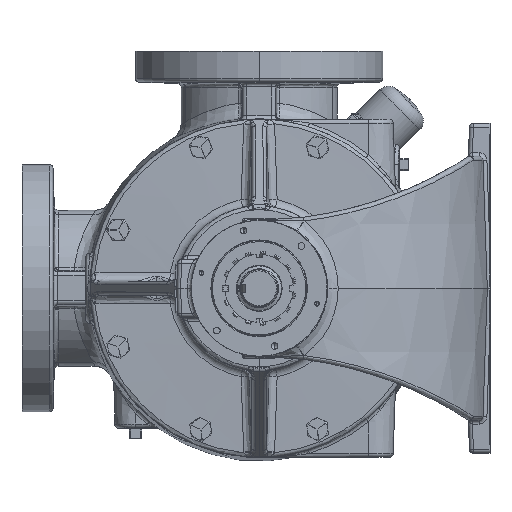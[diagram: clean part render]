
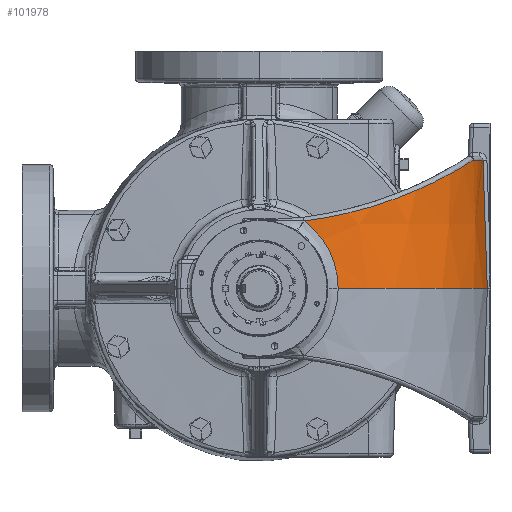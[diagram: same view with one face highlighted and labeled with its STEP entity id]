
A CAD part, left-side view. The second image highlights one B-rep face of the part: STEP entity #101978.
In plain terms, the highlighted conical face has half-angle 2 degrees and reference radius 138.176 mm.
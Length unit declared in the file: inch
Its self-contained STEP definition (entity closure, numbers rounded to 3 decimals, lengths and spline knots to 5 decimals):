
#1401 = FACE_OUTER_BOUND ( 'NONE', #171937, .T. ) ;
#4889 = CARTESIAN_POINT ( 'NONE',  ( -8.76401, -5.67766, 3.40782 ) ) ;
#5569 = CARTESIAN_POINT ( 'NONE',  ( -10.19669, -4.08095, 2.69541 ) ) ;
#8353 = CARTESIAN_POINT ( 'NONE',  ( -10.95046, -1.5186, 1.91777 ) ) ;
#9028 = CARTESIAN_POINT ( 'NONE',  ( -10.93122, -2.03125, 1.31815 ) ) ;
#9695 = CARTESIAN_POINT ( 'NONE',  ( -10.918, -2.39623, 0.04984 ) ) ;
#12105 = B_SPLINE_CURVE_WITH_KNOTS ( 'NONE', 3,
 ( #54418, #23738, #8353, #160923, #69743, #176253, #85046, #191564, #100328, #9028, #115649, #24386, #130979, #39693, #146268, #55078, #161583, #70379, #176910, #85702, #192175, #101009, #9695, #116300 ),
 .UNSPECIFIED., .F., .F.,
 ( 4, 2, 2, 2, 2, 2, 2, 2, 2, 2, 2, 4 ),
 ( 0., 0.00754, 0.01507, 0.01884, 0.02261, 0.03015, 0.03768, 0.04145, 0.04522, 0.05276, 0.05653, 0.0603 ),
 .UNSPECIFIED. ) ;
#19579 = CARTESIAN_POINT ( 'NONE',  ( -7.20752, -6.4942, 3.88419 ) ) ;
#20226 = CARTESIAN_POINT ( 'NONE',  ( -8.84773, -5.61364, 3.37392 ) ) ;
#20912 = CARTESIAN_POINT ( 'NONE',  ( -10.46041, -3.58788, 2.52541 ) ) ;
#23738 = CARTESIAN_POINT ( 'NONE',  ( -10.95023, -1.44229, 1.98106 ) ) ;
#24386 = CARTESIAN_POINT ( 'NONE',  ( -10.92112, -2.17023, 1.05905 ) ) ;
#25843 = CARTESIAN_POINT ( 'NONE',  ( -5.72833, -6.91731, 0. ) ) ;
#32774 = VERTEX_POINT ( 'NONE', #50337 ) ;
#34213 = DIRECTION ( 'NONE',  ( 0., 0., -1. ) ) ;
#34954 = CARTESIAN_POINT ( 'NONE',  ( -7.48261, -6.40194, 3.82552 ) ) ;
#35596 = CARTESIAN_POINT ( 'NONE',  ( -8.98438, -5.50392, 3.31685 ) ) ;
#35858 = ORIENTED_EDGE ( 'NONE', *, *, #189248, .T. ) ;
#35946 = AXIS2_PLACEMENT_3D ( 'NONE', #48466, #154927, #63741 ) ;
#36269 = CARTESIAN_POINT ( 'NONE',  ( -10.7067, -2.9294, 2.33837 ) ) ;
#39693 = CARTESIAN_POINT ( 'NONE',  ( -10.91462, -2.26122, 0.82931 ) ) ;
#42481 = CARTESIAN_POINT ( 'NONE',  ( -5.68253, -6.87275, 1.3384 ) ) ;
#44669 = CIRCLE ( 'NONE', #189807, 5.44404 ) ;
#45151 = CARTESIAN_POINT ( 'NONE',  ( -10.94841, -1.36215, 2.04032 ) ) ;
#48466 = CARTESIAN_POINT ( 'NONE',  ( -5.44, -1.34508, 0. ) ) ;
#50337 = CARTESIAN_POINT ( 'NONE',  ( -7.20752, -6.4942, 3.88419 ) ) ;
#51015 = CARTESIAN_POINT ( 'NONE',  ( -9.24547, -5.27386, 3.20142 ) ) ;
#51653 = CARTESIAN_POINT ( 'NONE',  ( -10.79993, -2.58465, 2.2553 ) ) ;
#52319 = CIRCLE ( 'NONE', #35946, 5.57968 ) ;
#54418 = CARTESIAN_POINT ( 'NONE',  ( -10.94841, -1.36215, 2.04032 ) ) ;
#55078 = CARTESIAN_POINT ( 'NONE',  ( -10.91204, -2.30573, 0.68674 ) ) ;
#56006 = EDGE_CURVE ( 'NONE', #57892, #86399, #12105, .T. ) ;
#57809 = CARTESIAN_POINT ( 'NONE',  ( -5.63825, -6.82927, 2.63313 ) ) ;
#57892 = VERTEX_POINT ( 'NONE', #45151 ) ;
#63741 = DIRECTION ( 'NONE',  ( 1., 0., 0. ) ) ;
#66287 = CARTESIAN_POINT ( 'NONE',  ( -9.72062, -4.77155, 2.96841 ) ) ;
#66955 = CARTESIAN_POINT ( 'NONE',  ( -10.8462, -2.3728, 2.20899 ) ) ;
#67880 = AXIS2_PLACEMENT_3D ( 'NONE', #125465, #34213, #110817 ) ;
#69743 = CARTESIAN_POINT ( 'NONE',  ( -10.94669, -1.7322, 1.71182 ) ) ;
#70379 = CARTESIAN_POINT ( 'NONE',  ( -10.91043, -2.35274, 0.49436 ) ) ;
#73100 = CARTESIAN_POINT ( 'NONE',  ( -5.59547, -6.7869, 3.88419 ) ) ;
#75420 = EDGE_CURVE ( 'NONE', #132016, #143217, #168894, .T. ) ;
#76098 = ORIENTED_EDGE ( 'NONE', *, *, #56006, .T. ) ;
#80906 = CARTESIAN_POINT ( 'NONE',  ( -8.24333, -6.03176, 3.6031 ) ) ;
#81587 = CARTESIAN_POINT ( 'NONE',  ( -9.96774, -4.43442, 2.83065 ) ) ;
#82240 = CARTESIAN_POINT ( 'NONE',  ( -10.92036, -1.94511, 2.12391 ) ) ;
#85046 = CARTESIAN_POINT ( 'NONE',  ( -10.9412, -1.86052, 1.55969 ) ) ;
#85702 = CARTESIAN_POINT ( 'NONE',  ( -10.91284, -2.38621, 0.24889 ) ) ;
#86387 = CARTESIAN_POINT ( 'NONE',  ( -5.44, -1.34508, 3.88419 ) ) ;
#86399 = VERTEX_POINT ( 'NONE', #186576 ) ;
#96242 = CARTESIAN_POINT ( 'NONE',  ( -8.73587, -5.69861, 3.41901 ) ) ;
#96883 = CARTESIAN_POINT ( 'NONE',  ( -10.08503, -4.25957, 2.76247 ) ) ;
#97555 = CARTESIAN_POINT ( 'NONE',  ( -10.94841, -1.36215, 2.04032 ) ) ;
#100328 = CARTESIAN_POINT ( 'NONE',  ( -10.93635, -1.94907, 1.44068 ) ) ;
#100644 = ORIENTED_EDGE ( 'NONE', *, *, #75420, .T. ) ;
#101009 = CARTESIAN_POINT ( 'NONE',  ( -10.91642, -2.39525, 0.09964 ) ) ;
#101357 = ORIENTED_EDGE ( 'NONE', *, *, #114047, .T. ) ;
#101650 = DIRECTION ( 'NONE',  ( -1., 0., 0. ) ) ;
#101978 = ADVANCED_FACE ( 'NONE', ( #1401 ), #180250, .T. ) ;
#110817 = DIRECTION ( 'NONE',  ( -1., 0., 0. ) ) ;
#111586 = CARTESIAN_POINT ( 'NONE',  ( -8.81992, -5.63518, 3.38528 ) ) ;
#112231 = CARTESIAN_POINT ( 'NONE',  ( -10.26623, -3.95948, 2.65189 ) ) ;
#114047 = EDGE_CURVE ( 'NONE', #143217, #32774, #44669, .T. ) ;
#115649 = CARTESIAN_POINT ( 'NONE',  ( -10.92766, -2.08096, 1.23367 ) ) ;
#116300 = CARTESIAN_POINT ( 'NONE',  ( -10.91988, -2.39567, 0. ) ) ;
#117087 = CARTESIAN_POINT ( 'NONE',  ( -5.70543, -6.89509, 0.6692 ) ) ;
#125465 = CARTESIAN_POINT ( 'NONE',  ( -5.44, -1.34508, 4. ) ) ;
#126891 = CARTESIAN_POINT ( 'NONE',  ( -8.93034, -5.54834, 3.33976 ) ) ;
#127522 = CARTESIAN_POINT ( 'NONE',  ( -10.57072, -3.33059, 2.44653 ) ) ;
#130979 = CARTESIAN_POINT ( 'NONE',  ( -10.91813, -2.20979, 0.96892 ) ) ;
#131048 = ORIENTED_EDGE ( 'NONE', *, *, #145258, .F. ) ;
#132016 = VERTEX_POINT ( 'NONE', #180663 ) ;
#142153 = CARTESIAN_POINT ( 'NONE',  ( -9.14346, -5.368, 3.24783 ) ) ;
#142828 = CARTESIAN_POINT ( 'NONE',  ( -10.74709, -2.79312, 2.30402 ) ) ;
#143217 = VERTEX_POINT ( 'NONE', #147739 ) ;
#145258 = EDGE_CURVE ( 'NONE', #132016, #86399, #52319, .T. ) ;
#146268 = CARTESIAN_POINT ( 'NONE',  ( -10.91362, -2.27708, 0.78192 ) ) ;
#147739 = CARTESIAN_POINT ( 'NONE',  ( -5.59547, -6.7869, 3.88419 ) ) ;
#149012 = CARTESIAN_POINT ( 'NONE',  ( -5.65964, -6.85028, 2.00759 ) ) ;
#154927 = DIRECTION ( 'NONE',  ( 0., 0., -1. ) ) ;
#157471 = CARTESIAN_POINT ( 'NONE',  ( -9.53985, -4.98088, 3.06187 ) ) ;
#158119 = CARTESIAN_POINT ( 'NONE',  ( -10.81625, -2.51443, 2.23952 ) ) ;
#160251 = B_SPLINE_CURVE_WITH_KNOTS ( 'NONE', 3,
 ( #19579, #34954, #172158, #80906, #187486, #96242, #4889, #111586, #20226, #126891, #35596, #142153, #51015, #157471, #66287, #172817, #81587, #188157, #96883, #5569, #112231, #20912, #127522, #36269, #142828, #51653, #158119, #66955, #173487, #82240, #188828, #97555 ),
 .UNSPECIFIED., .F., .F.,
 ( 4, 2, 2, 2, 2, 2, 2, 2, 2, 2, 2, 2, 2, 2, 2, 4 ),
 ( 0., 0.0222, 0.0444, 0.04718, 0.04995, 0.0555, 0.0666, 0.08881, 0.09436, 0.09991, 0.11101, 0.13321, 0.14431, 0.14986, 0.15541, 0.17761 ),
 .UNSPECIFIED. ) ;
#160923 = CARTESIAN_POINT ( 'NONE',  ( -10.94869, -1.66355, 1.78315 ) ) ;
#161583 = CARTESIAN_POINT ( 'NONE',  ( -10.91146, -2.31858, 0.63886 ) ) ;
#164359 = CARTESIAN_POINT ( 'NONE',  ( -5.61685, -6.80815, 3.25866 ) ) ;
#168894 = B_SPLINE_CURVE_WITH_KNOTS ( 'NONE', 3,
 ( #25843, #117087, #42481, #149012, #57809, #164359, #73100 ),
 .UNSPECIFIED., .F., .F.,
 ( 4, 3, 4 ),
 ( 0., 0.05105, 0.09877 ),
 .UNSPECIFIED. ) ;
#171937 = EDGE_LOOP ( 'NONE', ( #131048, #100644, #101357, #35858, #76098 ) ) ;
#172158 = CARTESIAN_POINT ( 'NONE',  ( -7.74409, -6.29043, 3.7563 ) ) ;
#172817 = CARTESIAN_POINT ( 'NONE',  ( -9.92736, -4.49138, 2.85353 ) ) ;
#173487 = CARTESIAN_POINT ( 'NONE',  ( -10.85975, -2.30173, 2.19431 ) ) ;
#176253 = CARTESIAN_POINT ( 'NONE',  ( -10.9427, -1.82919, 1.59853 ) ) ;
#176910 = CARTESIAN_POINT ( 'NONE',  ( -10.91071, -2.36967, 0.39687 ) ) ;
#180250 = CONICAL_SURFACE ( 'NONE', #67880, 5.44, 0.035 ) ;
#180663 = CARTESIAN_POINT ( 'NONE',  ( -5.72833, -6.91731, 0. ) ) ;
#186576 = CARTESIAN_POINT ( 'NONE',  ( -10.91988, -2.39567, 0. ) ) ;
#187486 = CARTESIAN_POINT ( 'NONE',  ( -8.48108, -5.88458, 3.51909 ) ) ;
#188157 = CARTESIAN_POINT ( 'NONE',  ( -10.04654, -4.31857, 2.78514 ) ) ;
#188828 = CARTESIAN_POINT ( 'NONE',  ( -10.94621, -1.65576, 2.07711 ) ) ;
#189248 = EDGE_CURVE ( 'NONE', #32774, #57892, #160251, .T. ) ;
#189807 = AXIS2_PLACEMENT_3D ( 'NONE', #86387, #192827, #101650 ) ;
#191564 = CARTESIAN_POINT ( 'NONE',  ( -10.93803, -1.92041, 1.48082 ) ) ;
#192175 = CARTESIAN_POINT ( 'NONE',  ( -10.91384, -2.39025, 0.19919 ) ) ;
#192827 = DIRECTION ( 'NONE',  ( 0., 0., -1. ) ) ;
